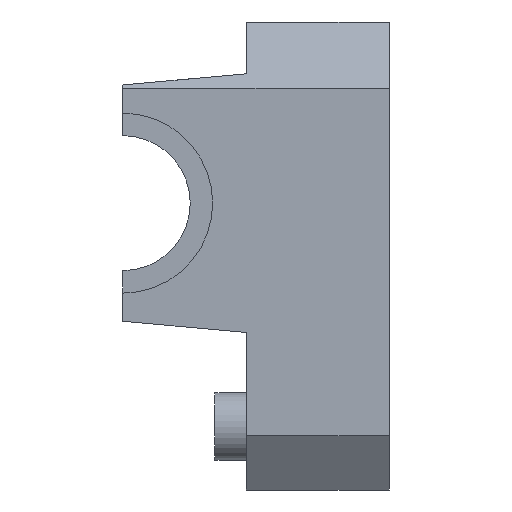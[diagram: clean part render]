
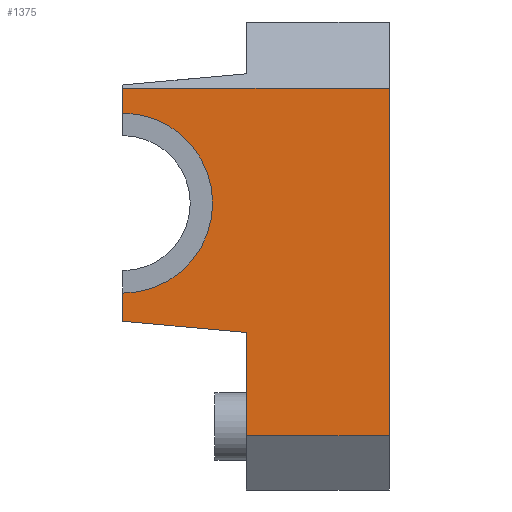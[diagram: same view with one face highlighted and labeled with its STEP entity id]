
A CAD part, front view. The second image highlights one B-rep face of the part: STEP entity #1375.
In plain terms, the highlighted planar face has unit normal (0, -1, 0).
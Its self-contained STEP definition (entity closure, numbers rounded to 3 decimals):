
#46=PLANE('',#1457);
#88=FACE_OUTER_BOUND('',#163,.T.);
#163=EDGE_LOOP('',(#949,#950,#951,#952,#953,#954,#955,#956));
#262=LINE('',#2057,#387);
#265=LINE('',#2068,#390);
#266=LINE('',#2070,#391);
#267=LINE('',#2072,#392);
#268=LINE('',#2074,#393);
#269=LINE('',#2076,#394);
#270=LINE('',#2077,#395);
#387=VECTOR('',#1622,10.);
#390=VECTOR('',#1635,10.);
#391=VECTOR('',#1636,10.);
#392=VECTOR('',#1637,10.);
#393=VECTOR('',#1638,10.);
#394=VECTOR('',#1639,10.);
#395=VECTOR('',#1640,10.);
#503=CIRCLE('',#1448,8.);
#578=VERTEX_POINT('',#2032);
#579=VERTEX_POINT('',#2033);
#588=VERTEX_POINT('',#2055);
#591=VERTEX_POINT('',#2067);
#592=VERTEX_POINT('',#2069);
#593=VERTEX_POINT('',#2071);
#594=VERTEX_POINT('',#2073);
#595=VERTEX_POINT('',#2075);
#719=EDGE_CURVE('',#578,#579,#503,.T.);
#731=EDGE_CURVE('',#579,#588,#262,.T.);
#736=EDGE_CURVE('',#588,#591,#265,.T.);
#737=EDGE_CURVE('',#592,#591,#266,.T.);
#738=EDGE_CURVE('',#592,#593,#267,.T.);
#739=EDGE_CURVE('',#593,#594,#268,.T.);
#740=EDGE_CURVE('',#594,#595,#269,.T.);
#741=EDGE_CURVE('',#595,#578,#270,.T.);
#949=ORIENTED_EDGE('',*,*,#719,.T.);
#950=ORIENTED_EDGE('',*,*,#731,.T.);
#951=ORIENTED_EDGE('',*,*,#736,.T.);
#952=ORIENTED_EDGE('',*,*,#737,.F.);
#953=ORIENTED_EDGE('',*,*,#738,.T.);
#954=ORIENTED_EDGE('',*,*,#739,.T.);
#955=ORIENTED_EDGE('',*,*,#740,.T.);
#956=ORIENTED_EDGE('',*,*,#741,.T.);
#1375=ADVANCED_FACE('',(#88),#46,.T.);
#1448=AXIS2_PLACEMENT_3D('',#2034,#1603,#1604);
#1457=AXIS2_PLACEMENT_3D('',#2066,#1633,#1634);
#1603=DIRECTION('center_axis',(0.,1.,0.));
#1604=DIRECTION('ref_axis',(0.,0.,-1.));
#1622=DIRECTION('',(0.,0.,-1.));
#1633=DIRECTION('center_axis',(0.,-1.,0.));
#1634=DIRECTION('ref_axis',(0.,0.,-1.));
#1635=DIRECTION('',(0.996,0.,-0.091));
#1636=DIRECTION('',(0.,0.,1.));
#1637=DIRECTION('',(1.,0.,0.));
#1638=DIRECTION('',(0.,0.,1.));
#1639=DIRECTION('',(-1.,0.,0.));
#1640=DIRECTION('',(0.,0.,-1.));
#2032=CARTESIAN_POINT('',(-20.2,-21.125,12.375));
#2033=CARTESIAN_POINT('',(-20.2,-21.125,-3.625));
#2034=CARTESIAN_POINT('Origin',(-20.2,-21.125,4.375));
#2055=CARTESIAN_POINT('',(-20.2,-21.125,-6.125));
#2057=CARTESIAN_POINT('',(-20.2,-21.125,-3.625));
#2066=CARTESIAN_POINT('Origin',(0.,-21.125,14.575));
#2067=CARTESIAN_POINT('',(-9.2,-21.125,-7.125));
#2068=CARTESIAN_POINT('',(-9.2,-21.125,-7.125));
#2069=CARTESIAN_POINT('',(-9.2,-21.125,-16.325));
#2070=CARTESIAN_POINT('',(-9.2,-21.125,14.575));
#2071=CARTESIAN_POINT('',(3.5,-21.125,-16.325));
#2072=CARTESIAN_POINT('',(0.,-21.125,-16.325));
#2073=CARTESIAN_POINT('',(3.5,-21.125,14.575));
#2074=CARTESIAN_POINT('',(3.5,-21.125,-8.28));
#2075=CARTESIAN_POINT('',(-20.2,-21.125,14.575));
#2076=CARTESIAN_POINT('',(1.75,-21.125,14.575));
#2077=CARTESIAN_POINT('',(-20.2,-21.125,14.875));
